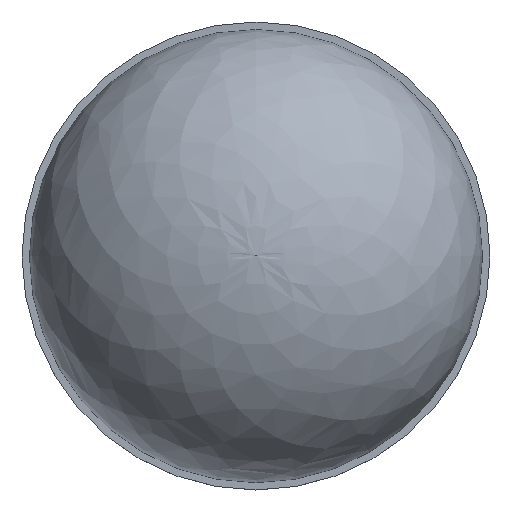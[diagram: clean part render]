
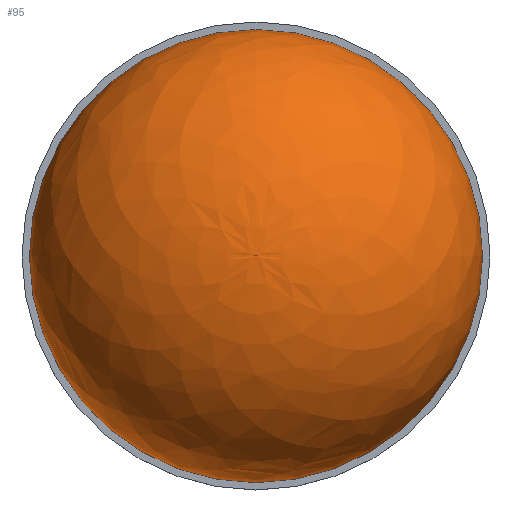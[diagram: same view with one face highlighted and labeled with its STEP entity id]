
A CAD part, top view. The second image highlights one B-rep face of the part: STEP entity #95.
In plain terms, the highlighted face is a revolution surface.
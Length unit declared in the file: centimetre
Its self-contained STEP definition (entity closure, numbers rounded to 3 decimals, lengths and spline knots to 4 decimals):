
#38=ELLIPSE('',#45,0.5371,0.45);
#39=VERTEX_POINT('',#126);
#40=VERTEX_POINT('',#128);
#44=AXIS2_PLACEMENT_3D('',#125,#103,#104);
#45=AXIS2_PLACEMENT_3D('',#127,#105,#106);
#46=AXIS2_PLACEMENT_3D('',#129,#107,#108);
#54=CIRCLE('',#44,0.5374);
#55=CIRCLE('',#46,0.0003);
#59=EDGE_CURVE('',#39,#39,#54,.T.);
#60=EDGE_CURVE('',#39,#40,#38,.T.);
#61=EDGE_CURVE('',#40,#40,#55,.T.);
#65=ORIENTED_EDGE('',*,*,#59,.F.);
#66=ORIENTED_EDGE('',*,*,#60,.T.);
#67=ORIENTED_EDGE('',*,*,#61,.F.);
#68=ORIENTED_EDGE('',*,*,#60,.F.);
#77=EDGE_LOOP('',(#65,#66,#67,#68));
#86=FACE_BOUND('',#77,.T.);
#95=ADVANCED_FACE('',(#86),#141,.F.);
#101=(
BOUNDED_CURVE()
B_SPLINE_CURVE(2,(#122,#123,#124),.UNSPECIFIED.,.F.,.U.)
B_SPLINE_CURVE_WITH_KNOTS((3,3),(1.5708,3.1416),
 .UNSPECIFIED.)
CURVE()
GEOMETRIC_REPRESENTATION_ITEM()
RATIONAL_B_SPLINE_CURVE((1.,0.707,1.))
REPRESENTATION_ITEM('')
);
#102=DIRECTION('',(0.,0.,1.));
#103=DIRECTION('',(0.,0.,-1.));
#104=DIRECTION('',(0.,0.537,0.));
#105=DIRECTION('',(1.,0.,0.));
#106=DIRECTION('',(0.,-0.537,0.));
#107=DIRECTION('',(0.,0.,1.));
#108=DIRECTION('',(0.,0.,0.));
#121=CARTESIAN_POINT('',(0.,-0.0003,0.4999));
#122=CARTESIAN_POINT('',(0.,0.,0.4999));
#123=CARTESIAN_POINT('',(0.,0.5371,0.4999));
#124=CARTESIAN_POINT('',(0.,0.5371,0.0499));
#125=CARTESIAN_POINT('',(0.,-0.0003,0.05));
#126=CARTESIAN_POINT('',(0.,0.5371,0.05));
#127=CARTESIAN_POINT('',(0.,0.,0.0499));
#128=CARTESIAN_POINT('',(0.,0.,0.4999));
#129=CARTESIAN_POINT('',(0.,-0.0003,0.4999));
#140=AXIS1_PLACEMENT('',#121,#102);
#141=SURFACE_OF_REVOLUTION('',#101,#140);
